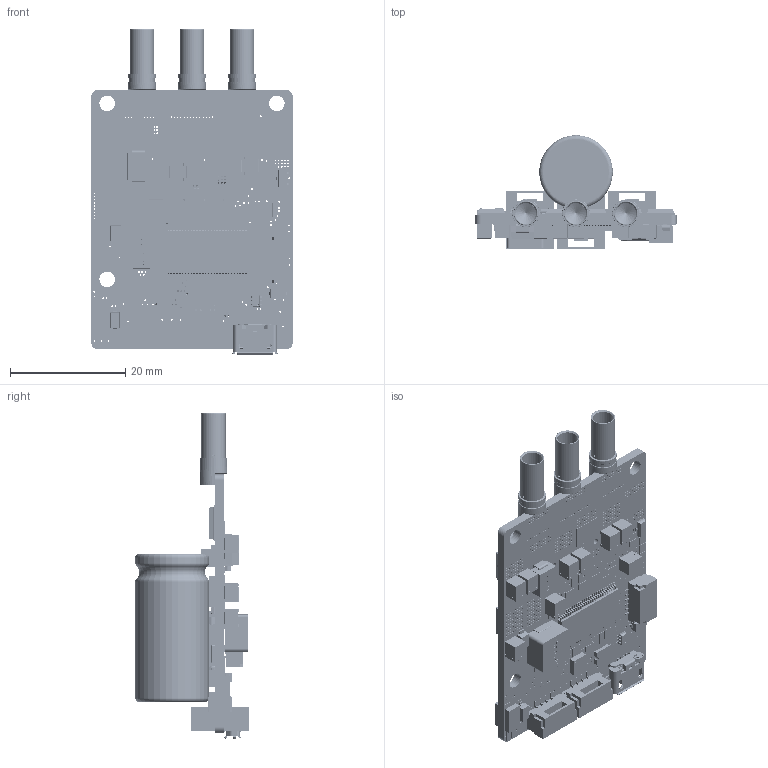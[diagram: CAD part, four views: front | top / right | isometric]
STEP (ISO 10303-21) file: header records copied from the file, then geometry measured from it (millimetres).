
FILE_DESCRIPTION(/* description */ (''),/* implementation_level */ '2;1');
FILE_NAME(/* name */ 'MYXA ASSEM.step',/* time_stamp */ '2018-05-26T14:11:05+03:00',/* author */ (''),/* organization */ (''),/* preprocessor_version */ 'ST-DEVELOPER v17',/* originating_system */ 'Autodesk Translation Framework v7.1.0.215',/* authorisation */ '');
FILE_SCHEMA (('AUTOMOTIVE_DESIGN { 1 0 10303 214 3 1 1 }'));
Length unit declared in the file: millimetre
Products named in the file (3): MYXA ASSEM; myxa full; bullet
Assembly tree (4 placements, depth 2):
  MYXA ASSEM
    myxa full
    bullet  x3
Bounding box: 35 x 19.72 x 56.59 mm (x, y, z)
Volume: 7416.3 mm3; surface area: 12365.5 mm2
Topology: 331 solids, 332 shells, 5975 faces, 16568 edges, 11232 vertices
Faces by surface type: plane 4065, cylinder 1555, bspline 202, sphere 102, torus 44, cone 7
Full cylindrical faces by diameter (mm): 0.1 x1, 0.3 x682, 0.4 x6, 0.6 x1, 1 x2, 2.7 x3, 3.5 x3, 4.2 x3, 4.6 x3, 4.8 x6, 7.5 x1, 8.3 x1, 9.7 x1, 12.8 x2
Entity records: 208779 total; most frequent: CARTESIAN_POINT 47257, ORIENTED_EDGE 32524, DIRECTION 31803, EDGE_CURVE 16264, LINE 11351, VECTOR 11351, VERTEX_POINT 11112, AXIS2_PLACEMENT_3D 10226
